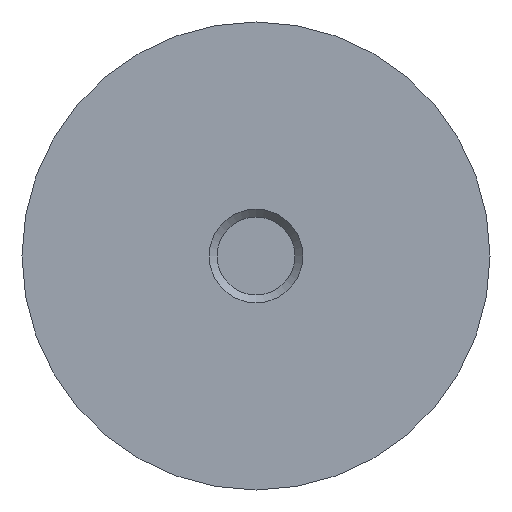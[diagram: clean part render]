
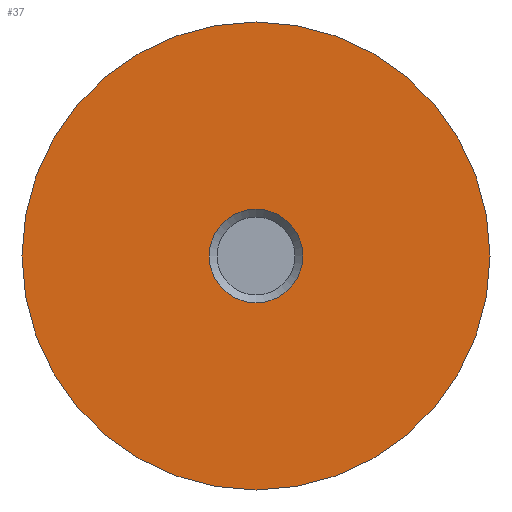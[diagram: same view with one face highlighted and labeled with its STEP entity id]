
A CAD part, front view. The second image highlights one B-rep face of the part: STEP entity #37.
In plain terms, the highlighted planar face has unit normal (0, -1, 0).
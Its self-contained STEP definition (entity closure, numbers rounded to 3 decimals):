
#37 = ADVANCED_FACE( '', ( #78, #79 ), #80, .F. );
#78 = FACE_BOUND( '', #127, .T. );
#79 = FACE_OUTER_BOUND( '', #128, .T. );
#80 = PLANE( '', #129 );
#127 = EDGE_LOOP( '', ( #172 ) );
#128 = EDGE_LOOP( '', ( #173 ) );
#129 = AXIS2_PLACEMENT_3D( '', #174, #175, #176 );
#172 = ORIENTED_EDGE( '', *, *, #231, .F. );
#173 = ORIENTED_EDGE( '', *, *, #233, .T. );
#174 = CARTESIAN_POINT( '', ( 20., -24., 0. ) );
#175 = DIRECTION( '', ( 0., 1., 0. ) );
#176 = DIRECTION( '', ( 0., 0., 1. ) );
#231 = EDGE_CURVE( '', #253, #253, #254, .T. );
#233 = EDGE_CURVE( '', #256, #256, #257, .T. );
#253 = VERTEX_POINT( '', #284 );
#254 = CIRCLE( '', #285, 4. );
#256 = VERTEX_POINT( '', #287 );
#257 = CIRCLE( '', #288, 20. );
#284 = CARTESIAN_POINT( '', ( 0., -24., -4. ) );
#285 = AXIS2_PLACEMENT_3D( '', #315, #316, #317 );
#287 = CARTESIAN_POINT( '', ( 0., -24., -20. ) );
#288 = AXIS2_PLACEMENT_3D( '', #318, #319, #320 );
#315 = CARTESIAN_POINT( '', ( 0., -24., 0. ) );
#316 = DIRECTION( '', ( 0., -1., 0. ) );
#317 = DIRECTION( '', ( 0., 0., -1. ) );
#318 = CARTESIAN_POINT( '', ( 0., -24., 0. ) );
#319 = DIRECTION( '', ( 0., -1., 0. ) );
#320 = DIRECTION( '', ( 0., 0., -1. ) );
